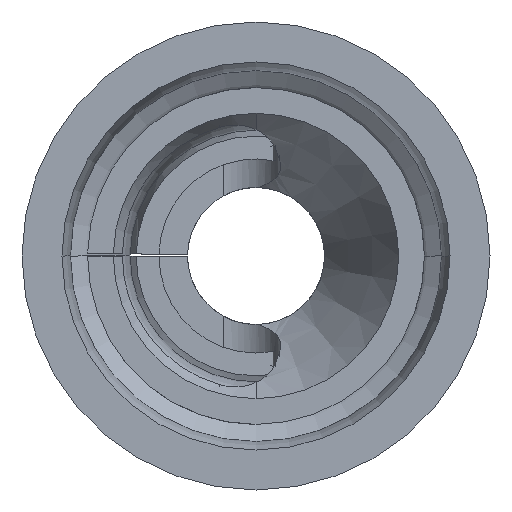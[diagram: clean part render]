
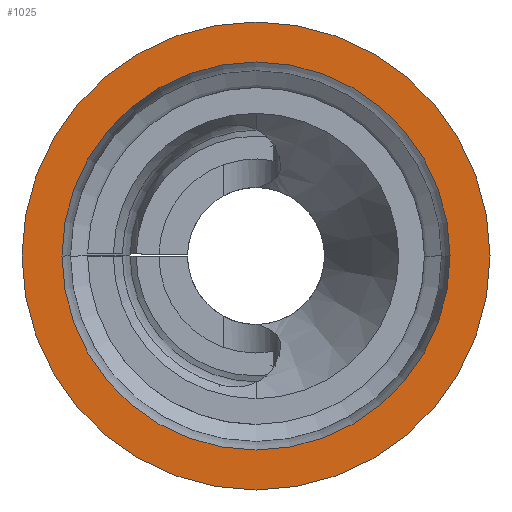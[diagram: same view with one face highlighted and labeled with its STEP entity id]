
A CAD part, front view. The second image highlights one B-rep face of the part: STEP entity #1025.
In plain terms, the highlighted planar face has unit normal (0, -1, 0).
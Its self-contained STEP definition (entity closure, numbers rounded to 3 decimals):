
#35 = CARTESIAN_POINT ( 'NONE',  ( -4.1, -11.1, 0. ) ) ;
#86 = ORIENTED_EDGE ( 'NONE', *, *, #1871, .F. ) ;
#174 = DIRECTION ( 'NONE',  ( 0., 1., 0. ) ) ;
#233 = VERTEX_POINT ( 'NONE', #979 ) ;
#241 = AXIS2_PLACEMENT_3D ( 'NONE', #1727, #1325, #2651 ) ;
#531 = ORIENTED_EDGE ( 'NONE', *, *, #1669, .T. ) ;
#608 = VERTEX_POINT ( 'NONE', #35 ) ;
#616 = CIRCLE ( 'NONE', #241, 4.1 ) ;
#810 = CARTESIAN_POINT ( 'NONE',  ( -4.1, -11.1, 0. ) ) ;
#920 = EDGE_CURVE ( 'NONE', #2776, #1027, #2799, .T. ) ;
#979 = CARTESIAN_POINT ( 'NONE',  ( 4.1, -11.1, 0. ) ) ;
#1025 = ADVANCED_FACE ( 'NONE', ( #1235, #2147 ), #2760, .T. ) ;
#1027 = VERTEX_POINT ( 'NONE', #1689 ) ;
#1235 = FACE_BOUND ( 'NONE', #2673, .T. ) ;
#1278 = EDGE_LOOP ( 'NONE', ( #2304, #86 ) ) ;
#1288 = AXIS2_PLACEMENT_3D ( 'NONE', #1910, #174, #1662 ) ;
#1325 = DIRECTION ( 'NONE',  ( 0., 1., 0. ) ) ;
#1346 = DIRECTION ( 'NONE',  ( 0., 1., 0. ) ) ;
#1377 = ORIENTED_EDGE ( 'NONE', *, *, #920, .T. ) ;
#1451 = DIRECTION ( 'NONE',  ( 1., 0., 0. ) ) ;
#1662 = DIRECTION ( 'NONE',  ( -1., 0., 0. ) ) ;
#1669 = EDGE_CURVE ( 'NONE', #1027, #2776, #2615, .T. ) ;
#1689 = CARTESIAN_POINT ( 'NONE',  ( -3.4, -11.1, 0. ) ) ;
#1727 = CARTESIAN_POINT ( 'NONE',  ( 0., -11.1, 0. ) ) ;
#1765 = DIRECTION ( 'NONE',  ( -1., 0., 0. ) ) ;
#1840 = DIRECTION ( 'NONE',  ( 0., 1., 0. ) ) ;
#1871 = EDGE_CURVE ( 'NONE', #233, #608, #1956, .T. ) ;
#1910 = CARTESIAN_POINT ( 'NONE',  ( 0., -11.1, 0. ) ) ;
#1941 = AXIS2_PLACEMENT_3D ( 'NONE', #810, #2321, #1451 ) ;
#1956 = CIRCLE ( 'NONE', #2275, 4.1 ) ;
#1974 = EDGE_CURVE ( 'NONE', #608, #233, #616, .T. ) ;
#2061 = CARTESIAN_POINT ( 'NONE',  ( 0., -11.1, 0. ) ) ;
#2147 = FACE_OUTER_BOUND ( 'NONE', #1278, .T. ) ;
#2275 = AXIS2_PLACEMENT_3D ( 'NONE', #2652, #1346, #1765 ) ;
#2285 = CARTESIAN_POINT ( 'NONE',  ( 3.4, -11.1, 0. ) ) ;
#2304 = ORIENTED_EDGE ( 'NONE', *, *, #1974, .F. ) ;
#2321 = DIRECTION ( 'NONE',  ( 0., -1., 0. ) ) ;
#2490 = DIRECTION ( 'NONE',  ( -1., 0., 0. ) ) ;
#2590 = AXIS2_PLACEMENT_3D ( 'NONE', #2061, #1840, #2490 ) ;
#2615 = CIRCLE ( 'NONE', #1288, 3.4 ) ;
#2651 = DIRECTION ( 'NONE',  ( -1., 0., 0. ) ) ;
#2652 = CARTESIAN_POINT ( 'NONE',  ( 0., -11.1, 0. ) ) ;
#2673 = EDGE_LOOP ( 'NONE', ( #531, #1377 ) ) ;
#2760 = PLANE ( 'NONE',  #1941 ) ;
#2776 = VERTEX_POINT ( 'NONE', #2285 ) ;
#2799 = CIRCLE ( 'NONE', #2590, 3.4 ) ;
